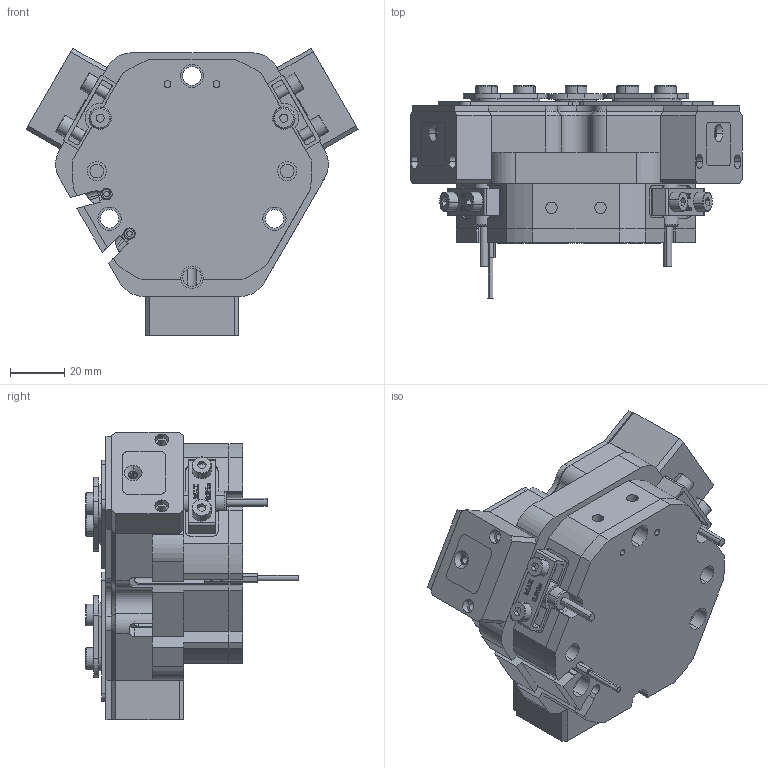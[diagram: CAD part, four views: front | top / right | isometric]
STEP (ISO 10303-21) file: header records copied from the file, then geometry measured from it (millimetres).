
FILE_DESCRIPTION (( 'STEP AP203' ), '1' );
FILE_NAME ('FZ55-100-P.STEP', '2025-03-27T07:31:11', ( 'USER-' ), ( 'Microsoft' ), 'SwSTEP 2.0', 'SolidWorks 2018', '' );
FILE_SCHEMA (( 'CONFIG_CONTROL_DESIGN' ));
Length unit declared in the file: millimetre
Products named in the file (20): 棠羲換覜ん; 揤輸蚾饜极; FZ55-100-P-04 痄雄結啣; 电容传感器8x23接近开关; FZ55-100-P-02 奻葡裔啣02; 内六角圆柱头螺钉[GBT70_1-2008][M2.5×8]_M2.5×8; 20241226-M4 M4換覜ん揤輸; FZ55-100-P-03 忒硌薊啣; TZT55-M-05 菁裔啣; 苤覜聆假蚾璃; FZ55-100-P-06 耜猾苤裔; -C-P; ﾏ擎ﾗ8｡ﾁ6｡ﾁ6; TZT55 陔笢猾啣; TZT55 賑輸 01; TZT55-M-01 褲极; FZ55-100-P-05 耜猾啣; 内六角圆柱头螺钉[GBT70_1-2008][M4×12]_M4×12; 16x8-R1.5; FZ55-100-P
Assembly tree (49 placements, depth 3):
  FZ55-100-P
    TZT55-M-01 褲极
    TZT55-M-05 菁裔啣
    TZT55 賑輸 01  x3
    TZT55 陔笢猾啣
    电容传感器8x23接近开关  x2
    20241226-M4 M4換覜ん揤輸  x2
    16x8-R1.5
    棠羲換覜ん  x2
    揤輸蚾饜极  x3
      内六角圆柱头螺钉[GBT70_1-2008][M2.5×8]_M2.5×8
      苤覜聆假蚾璃
    ﾏ擎ﾗ8｡ﾁ6｡ﾁ6  x12
    内六角圆柱头螺钉[GBT70_1-2008][M4×12]_M4×12  x4
    -C-P
      FZ55-100-P-02 奻葡裔啣02
      FZ55-100-P-03 忒硌薊啣  x3
      FZ55-100-P-04 痄雄結啣  x3
      FZ55-100-P-05 耜猾啣  x3
      FZ55-100-P-06 耜猾苤裔  x3
Bounding box: 122.04 x 78.23 x 105.69 mm (x, y, z)
Volume: 313383.9 mm3; surface area: 121535.8 mm2
Topology: 51 solids, 53 shells, 2822 faces, 7364 edges, 4705 vertices
Faces by surface type: plane 1321, cylinder 767, bspline 377, cone 317, torus 40
Entity records: 67188 total; most frequent: CARTESIAN_POINT 20570, ORIENTED_EDGE 9440, DIRECTION 8384, EDGE_CURVE 4720, VERTEX_POINT 3071, VECTOR 3066, LINE 3066, AXIS2_PLACEMENT_3D 2659
